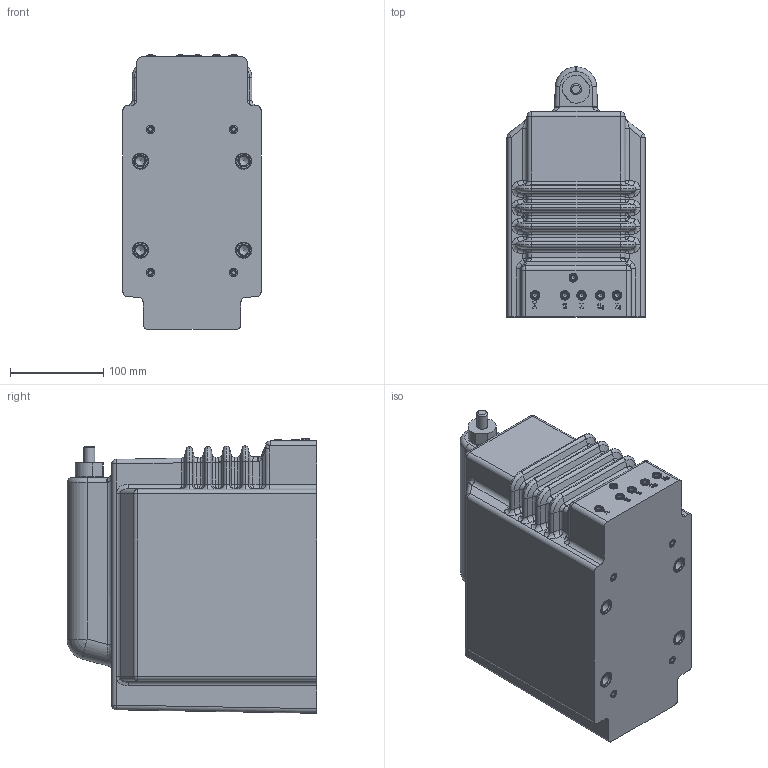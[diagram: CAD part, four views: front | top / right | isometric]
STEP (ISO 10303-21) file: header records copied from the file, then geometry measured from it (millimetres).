
FILE_DESCRIPTION(('STEP AP242'), '1');
FILE_NAME('ﾇﾍﾎﾋﾏ ﾌ6 APG', '', ('UNSPECIFIED'), ('UNSPECIFIED'), 'ASCON STEP Converter 1.6', 'ASCON Math Kernel', '');
FILE_SCHEMA(('AP242_MANAGED_MODEL_BASED_3D_ENGINEERING_MIM_LF { 1 0 10303 442 1 1 4 }'));
Length unit declared in the file: millimetre
Products named in the file (9): Modell ES 12 - Spannungswandler Version 2 - Assembly - 1%.SLDPRT; ﾌ6; ﾌ5; ES12-300046_Gewindedübel M12_Standard; 砱鋋; 3K.8.211.033; 3K.8.211.030
Assembly tree (14 placements, depth 2):
  Modell ES 12 - Spannungswandler Version 2 - Assembly - 1%.SLDPRT
    ﾌ6
    ﾌ6  x4
    ﾌ5
    ES12-300046_Gewindedübel M12_Standard  x4
    砱鋋
    3K.8.211.033
    3K.8.211.030
    (unnamed)
Bounding box: 148.13 x 268.25 x 294.67 mm (x, y, z)
Volume: 8611753.8 mm3; surface area: 360583.6 mm2
Topology: 21 solids, 21 shells, 1123 faces, 2846 edges, 1799 vertices
Faces by surface type: bspline 408, cylinder 292, plane 146, cone 131, extrusion 82, torus 48, sphere 16
Full cylindrical faces by diameter (mm): 1.239 x1, 2.23 x1, 2.973 x2, 3 x2, 3.964 x6, 4 x6, 4.162 x4, 4.2 x1, 5 x6, 6 x6, 7 x5, 7.928 x6, 8 x6, 8.919 x6, 9 x3, 9.91 x10, 10 x10, 10.2 x4, 12 x5, 13 x4, 14.865 x4, 15 x5, 16.847 x8, 17 x8, 17.838 x1, 18 x1, 20 x2, 22 x1, 23.784 x2, 24 x2
Entity records: 50907 total; most frequent: CARTESIAN_POINT 19788, ORIENTED_EDGE 4784, DIRECTION 3754, EDGE_CURVE 2392, VERTEX_POINT 1638, VECTOR 1358, EDGE_LOOP 1346, LINE 1276
